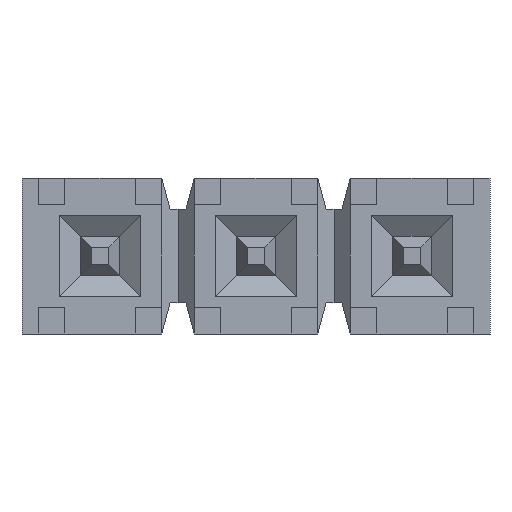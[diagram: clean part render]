
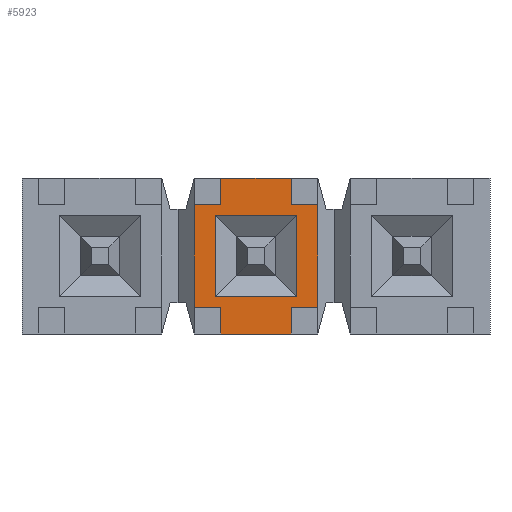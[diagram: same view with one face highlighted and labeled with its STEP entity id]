
A CAD part, front view. The second image highlights one B-rep face of the part: STEP entity #5923.
In plain terms, the highlighted planar face has unit normal (0, -1, 0).
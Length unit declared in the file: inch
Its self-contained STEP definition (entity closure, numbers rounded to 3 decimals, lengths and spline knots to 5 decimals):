
#12 = CARTESIAN_POINT ( 'NONE',  ( -0.024, 0.02, -0.026 ) ) ;
#38 = ORIENTED_EDGE ( 'NONE', *, *, #2523, .T. ) ;
#102 = DIRECTION ( 'NONE',  ( 1., 0., 0. ) ) ;
#119 = CARTESIAN_POINT ( 'NONE',  ( -0.024, 0.02, 0.026 ) ) ;
#188 = VECTOR ( 'NONE', #102, 39.37008 ) ;
#217 = CARTESIAN_POINT ( 'NONE',  ( 0.0896, 0.02, 0.05 ) ) ;
#265 = LINE ( 'NONE', #1820, #1019 ) ;
#279 = VERTEX_POINT ( 'NONE', #431 ) ;
#318 = EDGE_CURVE ( 'NONE', #5726, #6283, #6152, .T. ) ;
#351 = LINE ( 'NONE', #3257, #5447 ) ;
#431 = CARTESIAN_POINT ( 'NONE',  ( -0.076, 0.02, -0.026 ) ) ;
#459 = VECTOR ( 'NONE', #4885, 39.37008 ) ;
#502 = ORIENTED_EDGE ( 'NONE', *, *, #3177, .T. ) ;
#505 = CARTESIAN_POINT ( 'NONE',  ( -0.0726, 0.02, -0.05 ) ) ;
#516 = DIRECTION ( 'NONE',  ( 0., 0., -1. ) ) ;
#566 = LINE ( 'NONE', #1199, #5664 ) ;
#577 = EDGE_LOOP ( 'NONE', ( #4456, #5353, #2640, #942, #4163, #4113, #3497, #38, #4056, #3181, #1303, #502 ) ) ;
#598 = CARTESIAN_POINT ( 'NONE',  ( -0.0274, 0.02, 0.05 ) ) ;
#729 = VERTEX_POINT ( 'NONE', #3525 ) ;
#942 = ORIENTED_EDGE ( 'NONE', *, *, #3729, .T. ) ;
#1005 = VERTEX_POINT ( 'NONE', #4993 ) ;
#1019 = VECTOR ( 'NONE', #3471, 39.37008 ) ;
#1028 = VECTOR ( 'NONE', #2315, 39.37008 ) ;
#1074 = VECTOR ( 'NONE', #5031, 39.37008 ) ;
#1092 = EDGE_CURVE ( 'NONE', #3595, #1154, #1828, .T. ) ;
#1154 = VERTEX_POINT ( 'NONE', #4852 ) ;
#1182 = LINE ( 'NONE', #6020, #1028 ) ;
#1199 = CARTESIAN_POINT ( 'NONE',  ( -0.1, 0.02, -0.033 ) ) ;
#1226 = VECTOR ( 'NONE', #5014, 39.37008 ) ;
#1257 = CARTESIAN_POINT ( 'NONE',  ( -0.0896, 0.02, -0.033 ) ) ;
#1303 = ORIENTED_EDGE ( 'NONE', *, *, #318, .F. ) ;
#1382 = CARTESIAN_POINT ( 'NONE',  ( -0.0104, 0.02, -0.026 ) ) ;
#1441 = CARTESIAN_POINT ( 'NONE',  ( -0.0274, 0.02, -0.033 ) ) ;
#1493 = VECTOR ( 'NONE', #5319, 39.37008 ) ;
#1510 = VERTEX_POINT ( 'NONE', #12 ) ;
#1590 = EDGE_CURVE ( 'NONE', #3595, #3325, #2079, .T. ) ;
#1661 = VERTEX_POINT ( 'NONE', #3944 ) ;
#1728 = EDGE_CURVE ( 'NONE', #6283, #1661, #6141, .T. ) ;
#1752 = EDGE_CURVE ( 'NONE', #1661, #729, #265, .T. ) ;
#1820 = CARTESIAN_POINT ( 'NONE',  ( -0.1, 0.02, 0.033 ) ) ;
#1828 = LINE ( 'NONE', #2665, #5119 ) ;
#1878 = EDGE_CURVE ( 'NONE', #4657, #2247, #3344, .T. ) ;
#1929 = VERTEX_POINT ( 'NONE', #505 ) ;
#2068 = DIRECTION ( 'NONE',  ( 0., 0., 1. ) ) ;
#2079 = LINE ( 'NONE', #3602, #459 ) ;
#2087 = ORIENTED_EDGE ( 'NONE', *, *, #5488, .T. ) ;
#2220 = DIRECTION ( 'NONE',  ( 0., 0., -1. ) ) ;
#2222 = VECTOR ( 'NONE', #2530, 39.37008 ) ;
#2243 = VERTEX_POINT ( 'NONE', #2322 ) ;
#2247 = VERTEX_POINT ( 'NONE', #2825 ) ;
#2267 = FACE_OUTER_BOUND ( 'NONE', #577, .T. ) ;
#2315 = DIRECTION ( 'NONE',  ( 0., 0., 1. ) ) ;
#2322 = CARTESIAN_POINT ( 'NONE',  ( -0.0104, 0.02, -0.033 ) ) ;
#2407 = LINE ( 'NONE', #1382, #1074 ) ;
#2481 = ORIENTED_EDGE ( 'NONE', *, *, #3897, .T. ) ;
#2523 = EDGE_CURVE ( 'NONE', #2243, #729, #3574, .T. ) ;
#2530 = DIRECTION ( 'NONE',  ( 0., 0., -1. ) ) ;
#2640 = ORIENTED_EDGE ( 'NONE', *, *, #1590, .T. ) ;
#2665 = CARTESIAN_POINT ( 'NONE',  ( -0.0896, 0.02, -0.05 ) ) ;
#2724 = DIRECTION ( 'NONE',  ( 0., 0., -1. ) ) ;
#2825 = CARTESIAN_POINT ( 'NONE',  ( -0.0274, 0.02, -0.05 ) ) ;
#2831 = CARTESIAN_POINT ( 'NONE',  ( -0.0726, 0.02, 0.05 ) ) ;
#2840 = CARTESIAN_POINT ( 'NONE',  ( -0.1, 0.02, 0.033 ) ) ;
#2910 = VECTOR ( 'NONE', #2724, 39.37008 ) ;
#2986 = CARTESIAN_POINT ( 'NONE',  ( -0.0726, 0.02, 0.05 ) ) ;
#2993 = VECTOR ( 'NONE', #5996, 39.37008 ) ;
#2998 = VECTOR ( 'NONE', #4120, 39.37008 ) ;
#3068 = LINE ( 'NONE', #2831, #2910 ) ;
#3173 = DIRECTION ( 'NONE',  ( 0., 1., 0. ) ) ;
#3177 = EDGE_CURVE ( 'NONE', #5726, #5953, #3556, .T. ) ;
#3181 = ORIENTED_EDGE ( 'NONE', *, *, #1728, .F. ) ;
#3257 = CARTESIAN_POINT ( 'NONE',  ( -0.0726, 0.02, -0.05 ) ) ;
#3282 = DIRECTION ( 'NONE',  ( 1., 0., 0. ) ) ;
#3325 = VERTEX_POINT ( 'NONE', #5272 ) ;
#3344 = LINE ( 'NONE', #598, #2993 ) ;
#3471 = DIRECTION ( 'NONE',  ( 1., 0., 0. ) ) ;
#3497 = ORIENTED_EDGE ( 'NONE', *, *, #4375, .T. ) ;
#3520 = CARTESIAN_POINT ( 'NONE',  ( -0.0726, 0.02, 0.033 ) ) ;
#3525 = CARTESIAN_POINT ( 'NONE',  ( -0.0104, 0.02, 0.033 ) ) ;
#3544 = CARTESIAN_POINT ( 'NONE',  ( -0.0726, 0.02, 0.05 ) ) ;
#3556 = LINE ( 'NONE', #3544, #2222 ) ;
#3574 = LINE ( 'NONE', #5551, #1226 ) ;
#3595 = VERTEX_POINT ( 'NONE', #1257 ) ;
#3602 = CARTESIAN_POINT ( 'NONE',  ( -0.1, 0.02, -0.033 ) ) ;
#3685 = VECTOR ( 'NONE', #2220, 39.37008 ) ;
#3729 = EDGE_CURVE ( 'NONE', #3325, #1929, #3068, .T. ) ;
#3897 = EDGE_CURVE ( 'NONE', #279, #1005, #1182, .T. ) ;
#3901 = AXIS2_PLACEMENT_3D ( 'NONE', #217, #3173, #5615 ) ;
#3944 = CARTESIAN_POINT ( 'NONE',  ( -0.0274, 0.02, 0.033 ) ) ;
#3971 = LINE ( 'NONE', #4590, #188 ) ;
#4022 = EDGE_CURVE ( 'NONE', #1154, #5953, #4155, .T. ) ;
#4056 = ORIENTED_EDGE ( 'NONE', *, *, #1752, .F. ) ;
#4113 = ORIENTED_EDGE ( 'NONE', *, *, #1878, .F. ) ;
#4120 = DIRECTION ( 'NONE',  ( 1., 0., 0. ) ) ;
#4153 = CARTESIAN_POINT ( 'NONE',  ( -0.0274, 0.02, 0.05 ) ) ;
#4155 = LINE ( 'NONE', #2840, #1493 ) ;
#4163 = ORIENTED_EDGE ( 'NONE', *, *, #6108, .T. ) ;
#4375 = EDGE_CURVE ( 'NONE', #4657, #2243, #566, .T. ) ;
#4456 = ORIENTED_EDGE ( 'NONE', *, *, #4022, .F. ) ;
#4472 = EDGE_LOOP ( 'NONE', ( #2087, #2481, #5833, #5385 ) ) ;
#4585 = LINE ( 'NONE', #6341, #5737 ) ;
#4590 = CARTESIAN_POINT ( 'NONE',  ( -0.0104, 0.02, 0.026 ) ) ;
#4657 = VERTEX_POINT ( 'NONE', #1441 ) ;
#4793 = CARTESIAN_POINT ( 'NONE',  ( -0.0274, 0.02, 0.05 ) ) ;
#4852 = CARTESIAN_POINT ( 'NONE',  ( -0.0896, 0.02, 0.033 ) ) ;
#4869 = EDGE_CURVE ( 'NONE', #6291, #1510, #4585, .T. ) ;
#4885 = DIRECTION ( 'NONE',  ( 1., 0., 0. ) ) ;
#4993 = CARTESIAN_POINT ( 'NONE',  ( -0.076, 0.02, 0.026 ) ) ;
#5014 = DIRECTION ( 'NONE',  ( 0., 0., 1. ) ) ;
#5031 = DIRECTION ( 'NONE',  ( -1., 0., 0. ) ) ;
#5033 = PLANE ( 'NONE',  #3901 ) ;
#5051 = EDGE_CURVE ( 'NONE', #1005, #6291, #3971, .T. ) ;
#5119 = VECTOR ( 'NONE', #2068, 39.37008 ) ;
#5158 = CARTESIAN_POINT ( 'NONE',  ( -0.0726, 0.02, 0.05 ) ) ;
#5272 = CARTESIAN_POINT ( 'NONE',  ( -0.0726, 0.02, -0.033 ) ) ;
#5319 = DIRECTION ( 'NONE',  ( 1., 0., 0. ) ) ;
#5353 = ORIENTED_EDGE ( 'NONE', *, *, #1092, .F. ) ;
#5385 = ORIENTED_EDGE ( 'NONE', *, *, #4869, .T. ) ;
#5447 = VECTOR ( 'NONE', #3282, 39.37008 ) ;
#5488 = EDGE_CURVE ( 'NONE', #1510, #279, #2407, .T. ) ;
#5551 = CARTESIAN_POINT ( 'NONE',  ( -0.0104, 0.02, -0.05 ) ) ;
#5615 = DIRECTION ( 'NONE',  ( 0., 0., 1. ) ) ;
#5664 = VECTOR ( 'NONE', #6320, 39.37008 ) ;
#5726 = VERTEX_POINT ( 'NONE', #5158 ) ;
#5737 = VECTOR ( 'NONE', #516, 39.37008 ) ;
#5833 = ORIENTED_EDGE ( 'NONE', *, *, #5051, .T. ) ;
#5923 = ADVANCED_FACE ( 'NONE', ( #6060, #2267 ), #5033, .F. ) ;
#5953 = VERTEX_POINT ( 'NONE', #3520 ) ;
#5996 = DIRECTION ( 'NONE',  ( 0., 0., -1. ) ) ;
#6020 = CARTESIAN_POINT ( 'NONE',  ( -0.076, 0.02, 0.05 ) ) ;
#6060 = FACE_BOUND ( 'NONE', #4472, .T. ) ;
#6108 = EDGE_CURVE ( 'NONE', #1929, #2247, #351, .T. ) ;
#6141 = LINE ( 'NONE', #4793, #3685 ) ;
#6152 = LINE ( 'NONE', #2986, #2998 ) ;
#6283 = VERTEX_POINT ( 'NONE', #4153 ) ;
#6291 = VERTEX_POINT ( 'NONE', #119 ) ;
#6320 = DIRECTION ( 'NONE',  ( 1., 0., 0. ) ) ;
#6341 = CARTESIAN_POINT ( 'NONE',  ( -0.024, 0.02, 0.05 ) ) ;
